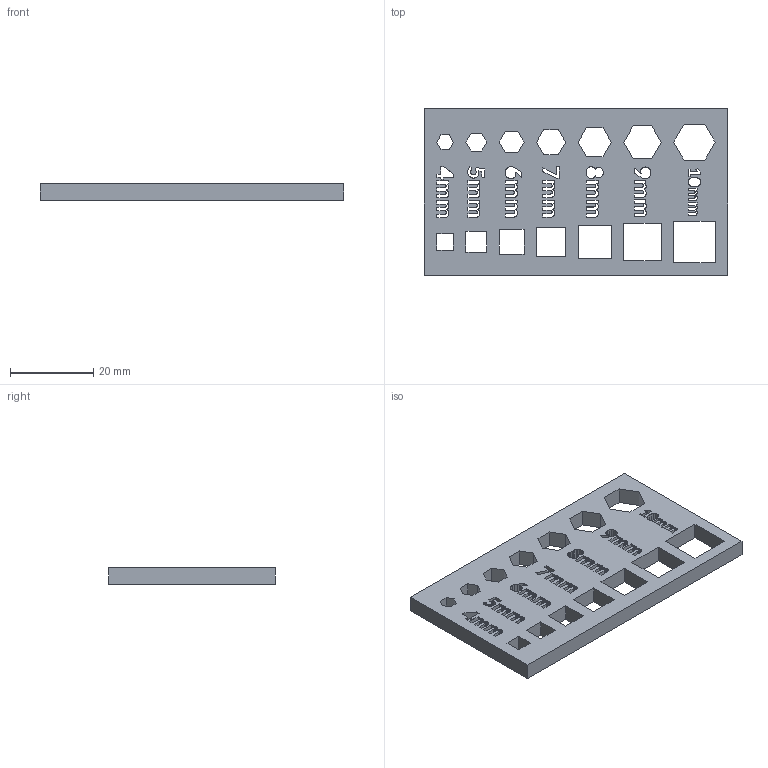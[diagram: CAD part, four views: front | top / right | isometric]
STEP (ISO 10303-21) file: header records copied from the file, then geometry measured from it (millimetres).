
FILE_DESCRIPTION(('FreeCAD Model'),'2;1');
FILE_NAME('Open CASCADE Shape Model','2026-01-06T11:21:48',(''),(''), 'Open CASCADE STEP processor 7.8','FreeCAD','Unknown');
FILE_SCHEMA(('AUTOMOTIVE_DESIGN { 1 0 10303 214 1 1 1 1 }'));
Length unit declared in the file: millimetre
Products named in the file (1): Zawartość
Bounding box: 73 x 40 x 4 mm (x, y, z)
Volume: 8612.4 mm3; surface area: 8215.8 mm2
Topology: 1 solids, 1 shells, 730 faces, 2184 edges, 1456 vertices
Faces by surface type: extrusion 458, plane 272
Entity records: 26991 total; most frequent: CARTESIAN_POINT 8980, ORIENTED_EDGE 4368, DIRECTION 2272, EDGE_CURVE 2184, VECTOR 1726, VERTEX_POINT 1456, B_SPLINE_CURVE_WITH_KNOTS 1374, LINE 1268
